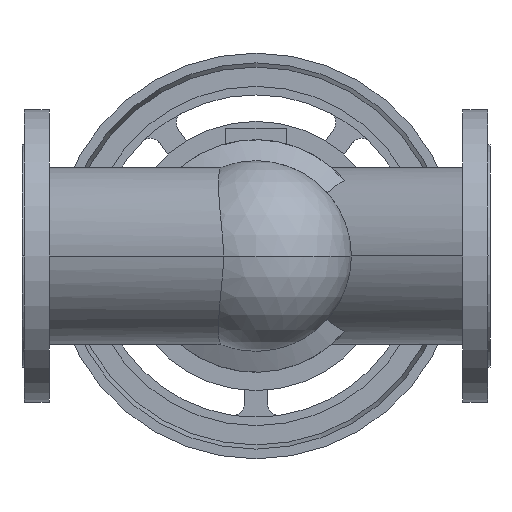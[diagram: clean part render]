
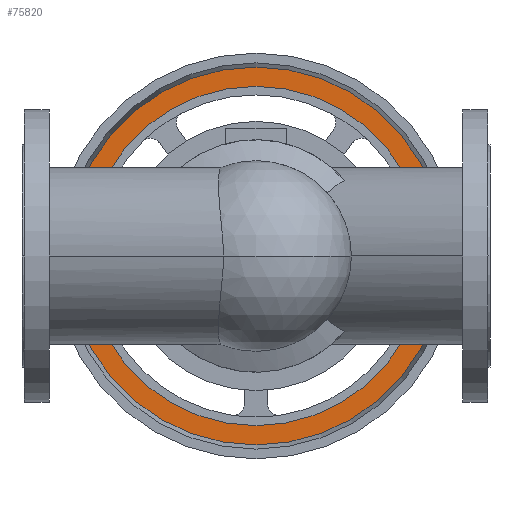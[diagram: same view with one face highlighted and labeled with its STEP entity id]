
A CAD part, front view. The second image highlights one B-rep face of the part: STEP entity #75820.
In plain terms, the highlighted planar face has unit normal (0, -1, 0).
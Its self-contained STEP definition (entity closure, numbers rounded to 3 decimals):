
#75340=CARTESIAN_POINT('',(542.218,553.64,0.)
);
#75350=VERTEX_POINT('',#75340);
#75430=CARTESIAN_POINT('',(57.782,553.64,0.));
#75440=VERTEX_POINT('',#75430);
#75470=CARTESIAN_POINT('',(300.,553.64,0.));
#75480=DIRECTION('',(0.,1.,0.));
#75490=DIRECTION('',(1.,0.,0.));
#75500=AXIS2_PLACEMENT_3D('',#75470,#75480,#75490);
#75510=CIRCLE('',#75500,242.218);
#75520=EDGE_CURVE('',#75350,#75440,#75510,.T.);
#75570=CARTESIAN_POINT('',(529.859,553.64,0.
));
#75580=DIRECTION('',(0.,-1.,0.));
#75590=DIRECTION('',(-1.,0.,0.));
#75600=AXIS2_PLACEMENT_3D('',#75570,#75580,#75590);
#75610=PLANE('',#75600);
#75620=EDGE_CURVE('',#75440,#75350,#75510,.T.);
#75630=ORIENTED_EDGE('',*,*,#75620,.F.);
#75640=ORIENTED_EDGE('',*,*,#75520,.F.);
#75650=EDGE_LOOP('',(#75640,#75630));
#75660=FACE_OUTER_BOUND('',#75650,.T.);
#75670=CARTESIAN_POINT('',(300.,553.64,0.));
#75680=DIRECTION('',(0.,1.,0.));
#75690=DIRECTION('',(1.,0.,0.));
#75700=AXIS2_PLACEMENT_3D('',#75670,#75680,#75690);
#75710=CIRCLE('',#75700,217.5);
#75720=CARTESIAN_POINT('',(82.5,553.64,0.));
#75730=VERTEX_POINT('',#75720);
#75740=CARTESIAN_POINT('',(517.5,553.64,0.));
#75750=VERTEX_POINT('',#75740);
#75760=EDGE_CURVE('',#75730,#75750,#75710,.T.);
#75770=ORIENTED_EDGE('',*,*,#75760,.T.);
#75780=EDGE_CURVE('',#75750,#75730,#75710,.T.);
#75790=ORIENTED_EDGE('',*,*,#75780,.T.);
#75800=EDGE_LOOP('',(#75790,#75770));
#75810=FACE_BOUND('',#75800,.T.);
#75820=ADVANCED_FACE('',(#75660,#75810),#75610,.T.);
